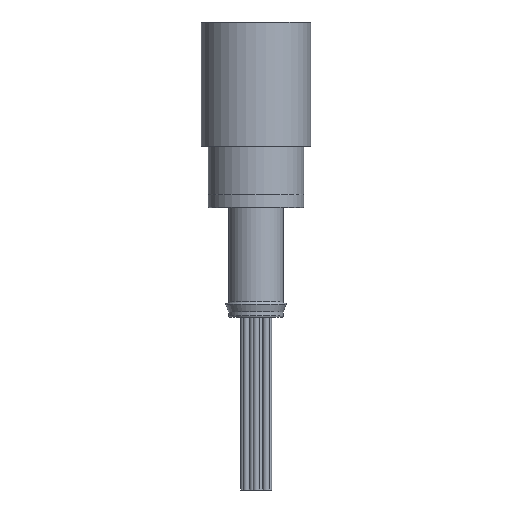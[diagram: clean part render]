
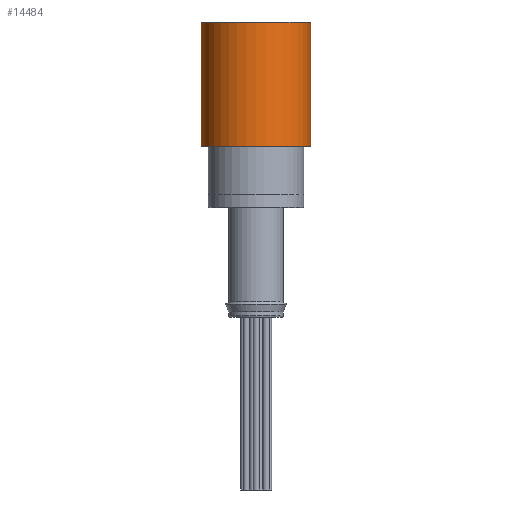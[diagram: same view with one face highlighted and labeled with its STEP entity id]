
A CAD part, front view. The second image highlights one B-rep face of the part: STEP entity #14484.
In plain terms, the highlighted cylindrical face has radius 12.7 mm (diameter 25.4 mm), a full revolution.
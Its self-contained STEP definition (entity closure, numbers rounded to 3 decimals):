
#1479=LINE('',#29476,#2295);
#2295=VECTOR('',#19617,12.7);
#2408=CYLINDRICAL_SURFACE('',#15897,12.7);
#3067=FACE_OUTER_BOUND('',#3871,.T.);
#3871=EDGE_LOOP('',(#11943,#11944,#11945,#11946,#11947,#11948));
#4597=CIRCLE('',#15856,12.7);
#4598=CIRCLE('',#15857,12.7);
#4601=CIRCLE('',#15861,12.7);
#4602=CIRCLE('',#15862,12.7);
#6125=VERTEX_POINT('',#29394);
#6126=VERTEX_POINT('',#29395);
#6129=VERTEX_POINT('',#29403);
#6130=VERTEX_POINT('',#29404);
#8128=EDGE_CURVE('',#6125,#6126,#4597,.T.);
#8129=EDGE_CURVE('',#6126,#6125,#4598,.T.);
#8132=EDGE_CURVE('',#6129,#6130,#4601,.T.);
#8133=EDGE_CURVE('',#6130,#6129,#4602,.T.);
#8168=EDGE_CURVE('',#6126,#6130,#1479,.T.);
#11943=ORIENTED_EDGE('',*,*,#8128,.T.);
#11944=ORIENTED_EDGE('',*,*,#8168,.T.);
#11945=ORIENTED_EDGE('',*,*,#8132,.F.);
#11946=ORIENTED_EDGE('',*,*,#8133,.F.);
#11947=ORIENTED_EDGE('',*,*,#8168,.F.);
#11948=ORIENTED_EDGE('',*,*,#8129,.T.);
#14484=ADVANCED_FACE('',(#3067),#2408,.T.);
#15856=AXIS2_PLACEMENT_3D('',#29396,#19530,#19531);
#15857=AXIS2_PLACEMENT_3D('',#29397,#19532,#19533);
#15861=AXIS2_PLACEMENT_3D('',#29405,#19540,#19541);
#15862=AXIS2_PLACEMENT_3D('',#29406,#19542,#19543);
#15897=AXIS2_PLACEMENT_3D('',#29475,#19615,#19616);
#19530=DIRECTION('center_axis',(0.,0.,1.));
#19531=DIRECTION('ref_axis',(1.,0.,0.));
#19532=DIRECTION('center_axis',(0.,0.,1.));
#19533=DIRECTION('ref_axis',(1.,0.,0.));
#19540=DIRECTION('center_axis',(0.,0.,1.));
#19541=DIRECTION('ref_axis',(1.,0.,0.));
#19542=DIRECTION('center_axis',(0.,0.,1.));
#19543=DIRECTION('ref_axis',(1.,0.,0.));
#19615=DIRECTION('center_axis',(0.,0.,-1.));
#19616=DIRECTION('ref_axis',(-1.,0.,0.));
#19617=DIRECTION('',(0.,0.,1.));
#29394=CARTESIAN_POINT('',(-12.7,0.,-1.6));
#29395=CARTESIAN_POINT('',(12.7,0.,-1.6));
#29396=CARTESIAN_POINT('Origin',(0.,0.,-1.6));
#29397=CARTESIAN_POINT('Origin',(0.,0.,-1.6));
#29403=CARTESIAN_POINT('',(-12.7,0.,26.975));
#29404=CARTESIAN_POINT('',(12.7,0.,26.975));
#29405=CARTESIAN_POINT('Origin',(0.,0.,26.975));
#29406=CARTESIAN_POINT('Origin',(0.,0.,26.975));
#29475=CARTESIAN_POINT('Origin',(0.,0.,26.975));
#29476=CARTESIAN_POINT('',(12.7,0.,26.975));
